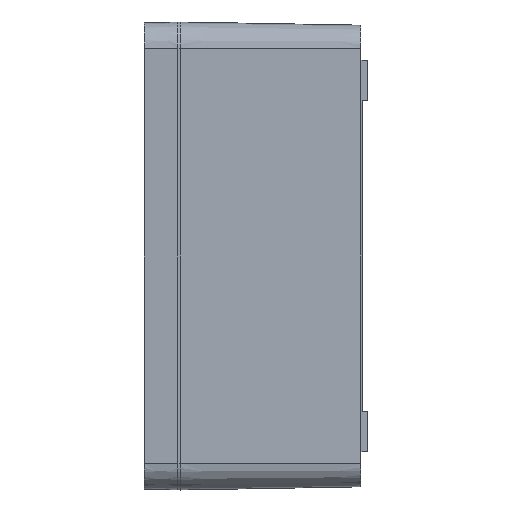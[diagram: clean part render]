
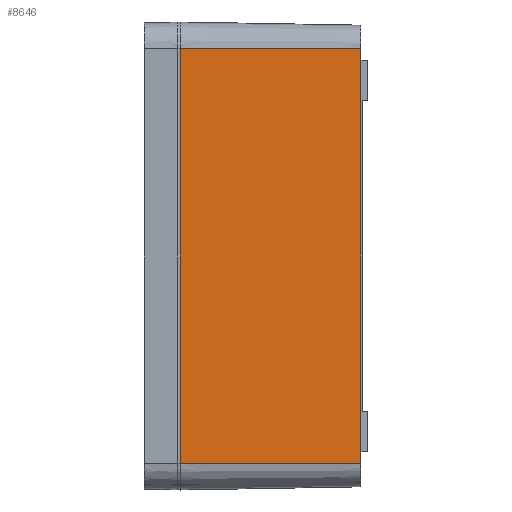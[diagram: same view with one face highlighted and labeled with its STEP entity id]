
A CAD part, left-side view. The second image highlights one B-rep face of the part: STEP entity #8646.
In plain terms, the highlighted planar face has unit normal (-1, -0.018, 0).
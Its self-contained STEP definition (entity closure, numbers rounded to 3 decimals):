
#873=LINE('',#11081,#1808);
#1310=LINE('',#12628,#2245);
#1323=LINE('',#12663,#2258);
#1325=LINE('',#12667,#2260);
#1808=VECTOR('',#9354,10.);
#2245=VECTOR('',#10137,10.);
#2258=VECTOR('',#10178,10.);
#2260=VECTOR('',#10184,8.);
#2962=FACE_OUTER_BOUND('',#3446,.T.);
#3446=EDGE_LOOP('',(#6800,#6801,#6802,#6803));
#3775=VERTEX_POINT('',#11074);
#3777=VERTEX_POINT('',#11080);
#4109=VERTEX_POINT('',#12625);
#4110=VERTEX_POINT('',#12627);
#4557=EDGE_CURVE('',#3775,#3777,#873,.T.);
#5068=EDGE_CURVE('',#4109,#4110,#1310,.T.);
#5087=EDGE_CURVE('',#3775,#4110,#1323,.T.);
#5089=EDGE_CURVE('',#3777,#4109,#1325,.T.);
#6800=ORIENTED_EDGE('',*,*,#5068,.F.);
#6801=ORIENTED_EDGE('',*,*,#5089,.F.);
#6802=ORIENTED_EDGE('',*,*,#4557,.F.);
#6803=ORIENTED_EDGE('',*,*,#5087,.T.);
#8271=PLANE('',#9122);
#8646=ADVANCED_FACE('',(#2962),#8271,.T.);
#9122=AXIS2_PLACEMENT_3D('',#12668,#10185,#10186);
#9354=DIRECTION('',(0.,0.,1.));
#10137=DIRECTION('',(0.,0.,-1.));
#10178=DIRECTION('',(0.017,-1.,0.));
#10184=DIRECTION('',(0.017,-1.,0.));
#10185=DIRECTION('center_axis',(-1.,-0.017,
0.));
#10186=DIRECTION('ref_axis',(0.,0.,-1.));
#11074=CARTESIAN_POINT('',(-85.,0.,-62.));
#11080=CARTESIAN_POINT('',(-85.,0.,62.));
#11081=CARTESIAN_POINT('',(-85.,0.,-31.));
#12625=CARTESIAN_POINT('',(-84.057,-54.,62.));
#12627=CARTESIAN_POINT('',(-84.057,-54.,-62.));
#12628=CARTESIAN_POINT('',(-84.057,-54.,-31.));
#12663=CARTESIAN_POINT('',(-85.,0.,-62.));
#12667=CARTESIAN_POINT('',(-85.,0.,62.));
#12668=CARTESIAN_POINT('Origin',(-85.,0.,-62.));
